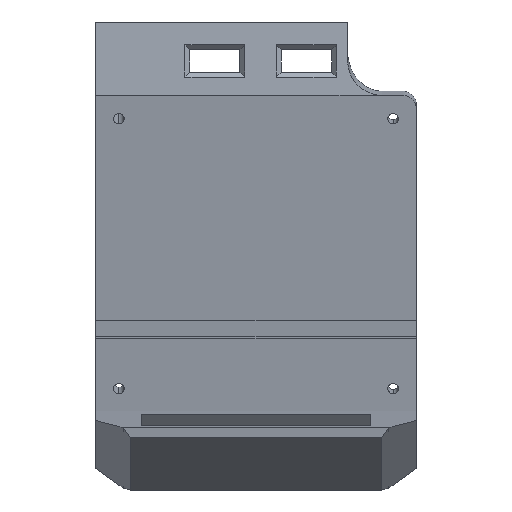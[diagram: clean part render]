
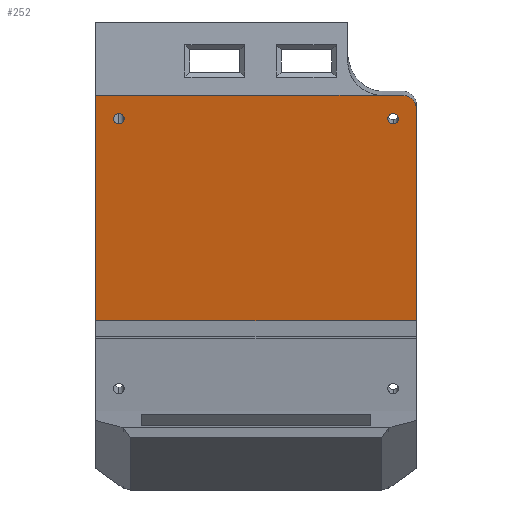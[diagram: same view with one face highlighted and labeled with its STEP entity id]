
A CAD part, left-side view. The second image highlights one B-rep face of the part: STEP entity #252.
In plain terms, the highlighted planar face has unit normal (-0.984, 0, -0.18).
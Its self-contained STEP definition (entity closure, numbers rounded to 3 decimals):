
#9 = DIRECTION ( 'NONE',  ( -0.18, 0., 0.984 ) ) ;
#70 = VERTEX_POINT ( 'NONE', #1897 ) ;
#74 = AXIS2_PLACEMENT_3D ( 'NONE', #916, #2232, #689 ) ;
#88 = ORIENTED_EDGE ( 'NONE', *, *, #1451, .T. ) ;
#153 = ORIENTED_EDGE ( 'NONE', *, *, #1172, .F. ) ;
#199 = VECTOR ( 'NONE', #1977, 1000. ) ;
#204 = EDGE_CURVE ( 'NONE', #2419, #2810, #248, .T. ) ;
#248 = CIRCLE ( 'NONE', #74, 0.575 ) ;
#252 = ADVANCED_FACE ( 'NONE', ( #1808, #694, #1292 ), #2654, .T. ) ;
#319 = VERTEX_POINT ( 'NONE', #1981 ) ;
#338 = VECTOR ( 'NONE', #392, 1000. ) ;
#358 = AXIS2_PLACEMENT_3D ( 'NONE', #890, #2423, #1113 ) ;
#359 = DIRECTION ( 'NONE',  ( -0.984, 0., -0.18 ) ) ;
#364 = DIRECTION ( 'NONE',  ( 0., 1., 0. ) ) ;
#392 = DIRECTION ( 'NONE',  ( 0., 1., 0. ) ) ;
#393 = CIRCLE ( 'NONE', #1225, 0.575 ) ;
#416 = CARTESIAN_POINT ( 'NONE',  ( 0., 0., 26. ) ) ;
#497 = ORIENTED_EDGE ( 'NONE', *, *, #2663, .T. ) ;
#498 = VERTEX_POINT ( 'NONE', #1161 ) ;
#623 = CARTESIAN_POINT ( 'NONE',  ( 0., 0., 26. ) ) ;
#676 = CIRCLE ( 'NONE', #358, 1.5 ) ;
#689 = DIRECTION ( 'NONE',  ( -0.18, 0., 0.984 ) ) ;
#694 = FACE_BOUND ( 'NONE', #1618, .T. ) ;
#742 = CARTESIAN_POINT ( 'NONE',  ( 0.467, -2.55, 23.442 ) ) ;
#770 = CARTESIAN_POINT ( 'NONE',  ( 4.493, -35., 1.407 ) ) ;
#853 = EDGE_CURVE ( 'NONE', #1953, #319, #2637, .T. ) ;
#890 = CARTESIAN_POINT ( 'NONE',  ( 0.27, -33.5, 24.524 ) ) ;
#916 = CARTESIAN_POINT ( 'NONE',  ( 0.467, -32.45, 23.442 ) ) ;
#962 = DIRECTION ( 'NONE',  ( -0.18, 0., 0.984 ) ) ;
#978 = CARTESIAN_POINT ( 'NONE',  ( 0.364, -32.45, 24.008 ) ) ;
#1003 = EDGE_CURVE ( 'NONE', #2810, #2419, #2371, .T. ) ;
#1027 = DIRECTION ( 'NONE',  ( -0.984, 0., -0.18 ) ) ;
#1099 = EDGE_CURVE ( 'NONE', #2448, #70, #1517, .T. ) ;
#1101 = DIRECTION ( 'NONE',  ( 0.18, 0., -0.984 ) ) ;
#1110 = AXIS2_PLACEMENT_3D ( 'NONE', #2342, #1027, #2564 ) ;
#1113 = DIRECTION ( 'NONE',  ( -0.18, 0., 0.984 ) ) ;
#1114 = ORIENTED_EDGE ( 'NONE', *, *, #1211, .F. ) ;
#1116 = AXIS2_PLACEMENT_3D ( 'NONE', #1788, #1569, #9 ) ;
#1118 = CARTESIAN_POINT ( 'NONE',  ( 0., -35., 26. ) ) ;
#1161 = CARTESIAN_POINT ( 'NONE',  ( 0.27, -35., 24.524 ) ) ;
#1172 = EDGE_CURVE ( 'NONE', #2155, #70, #1904, .T. ) ;
#1211 = EDGE_CURVE ( 'NONE', #498, #2093, #2141, .T. ) ;
#1225 = AXIS2_PLACEMENT_3D ( 'NONE', #742, #2281, #962 ) ;
#1262 = CARTESIAN_POINT ( 'NONE',  ( 0., -33.5, 26. ) ) ;
#1292 = FACE_BOUND ( 'NONE', #2622, .T. ) ;
#1340 = VECTOR ( 'NONE', #2439, 1000. ) ;
#1451 = EDGE_CURVE ( 'NONE', #2205, #2448, #1935, .T. ) ;
#1462 = CARTESIAN_POINT ( 'NONE',  ( 4.493, 0., 1.407 ) ) ;
#1517 = LINE ( 'NONE', #623, #338 ) ;
#1546 = VECTOR ( 'NONE', #1101, 1000. ) ;
#1565 = ORIENTED_EDGE ( 'NONE', *, *, #853, .F. ) ;
#1569 = DIRECTION ( 'NONE',  ( -0.984, 0., -0.18 ) ) ;
#1618 = EDGE_LOOP ( 'NONE', ( #2467, #2740 ) ) ;
#1650 = CARTESIAN_POINT ( 'NONE',  ( 0., -31.25, 26. ) ) ;
#1691 = CARTESIAN_POINT ( 'NONE',  ( 0.467, -2.55, 23.442 ) ) ;
#1788 = CARTESIAN_POINT ( 'NONE',  ( 0., -27.5, 26. ) ) ;
#1808 = FACE_OUTER_BOUND ( 'NONE', #2754, .T. ) ;
#1844 = CARTESIAN_POINT ( 'NONE',  ( 0.571, -32.45, 22.877 ) ) ;
#1897 = CARTESIAN_POINT ( 'NONE',  ( 0., 0., 26. ) ) ;
#1904 = LINE ( 'NONE', #416, #199 ) ;
#1917 = DIRECTION ( 'NONE',  ( -0.18, 0., 0.984 ) ) ;
#1935 = LINE ( 'NONE', #1118, #1340 ) ;
#1953 = VERTEX_POINT ( 'NONE', #2045 ) ;
#1977 = DIRECTION ( 'NONE',  ( -0.18, 0., 0.984 ) ) ;
#1981 = CARTESIAN_POINT ( 'NONE',  ( 0.364, -2.55, 24.008 ) ) ;
#1989 = EDGE_CURVE ( 'NONE', #319, #1953, #393, .T. ) ;
#2045 = CARTESIAN_POINT ( 'NONE',  ( 0.571, -2.55, 22.877 ) ) ;
#2093 = VERTEX_POINT ( 'NONE', #770 ) ;
#2141 = LINE ( 'NONE', #2615, #1546 ) ;
#2155 = VERTEX_POINT ( 'NONE', #1462 ) ;
#2188 = EDGE_CURVE ( 'NONE', #2093, #2155, #2384, .T. ) ;
#2205 = VERTEX_POINT ( 'NONE', #1262 ) ;
#2232 = DIRECTION ( 'NONE',  ( -0.984, 0., -0.18 ) ) ;
#2281 = DIRECTION ( 'NONE',  ( -0.984, 0., -0.18 ) ) ;
#2342 = CARTESIAN_POINT ( 'NONE',  ( 0.467, -32.45, 23.442 ) ) ;
#2351 = CARTESIAN_POINT ( 'NONE',  ( 4.493, 0., 1.407 ) ) ;
#2367 = VECTOR ( 'NONE', #364, 1000. ) ;
#2371 = CIRCLE ( 'NONE', #1110, 0.575 ) ;
#2384 = LINE ( 'NONE', #2351, #2367 ) ;
#2419 = VERTEX_POINT ( 'NONE', #978 ) ;
#2423 = DIRECTION ( 'NONE',  ( -0.984, 0., -0.18 ) ) ;
#2439 = DIRECTION ( 'NONE',  ( 0., 1., 0. ) ) ;
#2448 = VERTEX_POINT ( 'NONE', #1650 ) ;
#2450 = ORIENTED_EDGE ( 'NONE', *, *, #1099, .T. ) ;
#2467 = ORIENTED_EDGE ( 'NONE', *, *, #204, .F. ) ;
#2564 = DIRECTION ( 'NONE',  ( -0.18, 0., 0.984 ) ) ;
#2601 = ORIENTED_EDGE ( 'NONE', *, *, #2188, .F. ) ;
#2615 = CARTESIAN_POINT ( 'NONE',  ( 0., -35., 26. ) ) ;
#2620 = AXIS2_PLACEMENT_3D ( 'NONE', #1691, #359, #1917 ) ;
#2622 = EDGE_LOOP ( 'NONE', ( #2750, #1565 ) ) ;
#2637 = CIRCLE ( 'NONE', #2620, 0.575 ) ;
#2654 = PLANE ( 'NONE',  #1116 ) ;
#2663 = EDGE_CURVE ( 'NONE', #498, #2205, #676, .T. ) ;
#2740 = ORIENTED_EDGE ( 'NONE', *, *, #1003, .F. ) ;
#2750 = ORIENTED_EDGE ( 'NONE', *, *, #1989, .F. ) ;
#2754 = EDGE_LOOP ( 'NONE', ( #2601, #1114, #497, #88, #2450, #153 ) ) ;
#2810 = VERTEX_POINT ( 'NONE', #1844 ) ;
